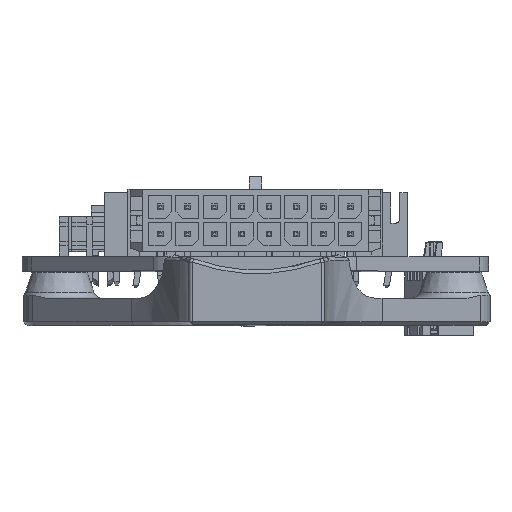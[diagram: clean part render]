
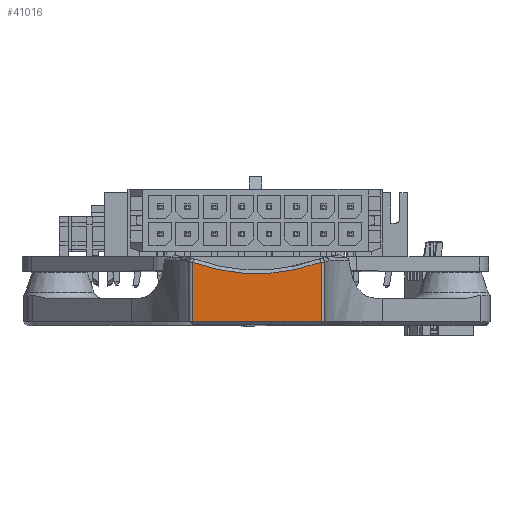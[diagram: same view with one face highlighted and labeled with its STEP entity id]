
A CAD part, top view. The second image highlights one B-rep face of the part: STEP entity #41016.
In plain terms, the highlighted planar face has unit normal (0, 0, 1).
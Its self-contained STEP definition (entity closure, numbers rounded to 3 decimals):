
#683=CIRCLE('',#43713,20.4);
#4729=FACE_OUTER_BOUND('',#7069,.T.);
#7069=EDGE_LOOP('',(#36689,#36690,#36691,#36692));
#12063=LINE('',#65073,#17065);
#12091=LINE('',#65176,#17093);
#12092=LINE('',#65180,#17094);
#17065=VECTOR('',#53603,10.);
#17093=VECTOR('',#53679,10.);
#17094=VECTOR('',#53684,10.);
#20559=VERTEX_POINT('',#65070);
#20560=VERTEX_POINT('',#65072);
#20581=VERTEX_POINT('',#65175);
#20582=VERTEX_POINT('',#65179);
#25937=EDGE_CURVE('',#20559,#20560,#12063,.T.);
#25977=EDGE_CURVE('',#20560,#20581,#12091,.T.);
#25979=EDGE_CURVE('',#20582,#20559,#12092,.T.);
#25980=EDGE_CURVE('',#20581,#20582,#683,.T.);
#36689=ORIENTED_EDGE('',*,*,#25937,.F.);
#36690=ORIENTED_EDGE('',*,*,#25979,.F.);
#36691=ORIENTED_EDGE('',*,*,#25980,.F.);
#36692=ORIENTED_EDGE('',*,*,#25977,.F.);
#38929=PLANE('',#43712);
#41016=ADVANCED_FACE('',(#4729),#38929,.T.);
#43712=AXIS2_PLACEMENT_3D('',#65178,#53682,#53683);
#43713=AXIS2_PLACEMENT_3D('',#65181,#53685,#53686);
#53603=DIRECTION('',(-1.,0.,0.));
#53679=DIRECTION('',(0.,1.,0.));
#53682=DIRECTION('center_axis',(0.,0.,1.));
#53683=DIRECTION('ref_axis',(-1.,0.,0.));
#53684=DIRECTION('',(0.,-1.,0.));
#53685=DIRECTION('center_axis',(0.,0.,1.));
#53686=DIRECTION('ref_axis',(0.,-1.,0.));
#65070=CARTESIAN_POINT('',(7.096,35.458,144.164));
#65072=CARTESIAN_POINT('',(-7.104,35.458,144.164));
#65073=CARTESIAN_POINT('',(3.746,35.458,144.164));
#65175=CARTESIAN_POINT('',(-7.104,41.974,144.164));
#65176=CARTESIAN_POINT('',(-7.104,38.058,144.164));
#65178=CARTESIAN_POINT('Origin',(7.496,38.058,144.164));
#65179=CARTESIAN_POINT('',(7.096,41.974,144.164));
#65180=CARTESIAN_POINT('',(7.096,38.058,144.164));
#65181=CARTESIAN_POINT('Origin',(-0.004,61.099,
144.164));
